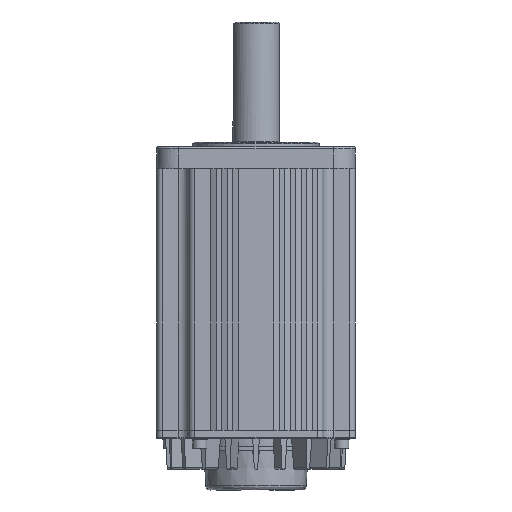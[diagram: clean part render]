
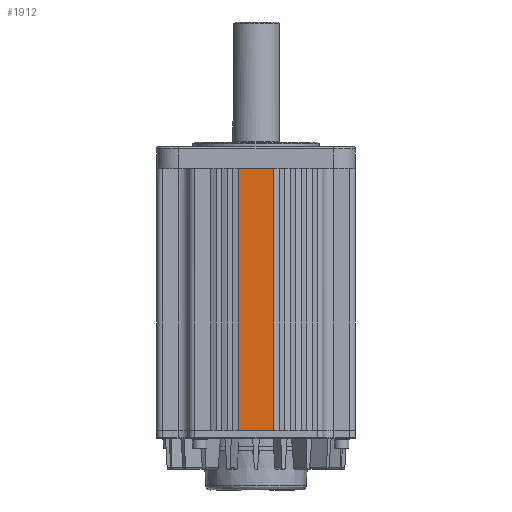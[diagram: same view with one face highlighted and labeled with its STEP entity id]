
A CAD part, front view. The second image highlights one B-rep face of the part: STEP entity #1912.
In plain terms, the highlighted planar face has unit normal (0, -1, 0).
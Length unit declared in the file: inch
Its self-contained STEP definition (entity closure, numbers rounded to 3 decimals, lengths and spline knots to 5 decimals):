
#6 = CARTESIAN_POINT ( 'NONE',  ( -0.62992, -3.54331, -0.05906 ) ) ;
#62 = AXIS2_PLACEMENT_3D ( 'NONE', #25017, #3651, #3764 ) ;
#1095 = PLANE ( 'NONE',  #62 ) ;
#1912 = ADVANCED_FACE ( 'NONE', ( #8165 ), #1095, .F. ) ;
#3178 = VERTEX_POINT ( 'NONE', #31930 ) ;
#3651 = DIRECTION ( 'NONE',  ( 0., 1., 0. ) ) ;
#3764 = DIRECTION ( 'NONE',  ( 0., 0., 1. ) ) ;
#3888 = LINE ( 'NONE', #6, #26039 ) ;
#6079 = CARTESIAN_POINT ( 'NONE',  ( 0.62992, -3.54331, -0.05906 ) ) ;
#6264 = CARTESIAN_POINT ( 'NONE',  ( -0.20997, -3.54331, -4.72835 ) ) ;
#6457 = EDGE_CURVE ( 'NONE', #29353, #22816, #15647, .T. ) ;
#7419 = ORIENTED_EDGE ( 'NONE', *, *, #9675, .F. ) ;
#7738 = EDGE_CURVE ( 'NONE', #3178, #22816, #3888, .T. ) ;
#7798 = DIRECTION ( 'NONE',  ( 0., 0., 1. ) ) ;
#8165 = FACE_OUTER_BOUND ( 'NONE', #12820, .T. ) ;
#8493 = VECTOR ( 'NONE', #31091, 39.37008 ) ;
#8710 = CARTESIAN_POINT ( 'NONE',  ( 0.62992, -3.54331, -4.72835 ) ) ;
#9675 = EDGE_CURVE ( 'NONE', #21918, #3178, #21877, .T. ) ;
#10190 = ORIENTED_EDGE ( 'NONE', *, *, #6457, .T. ) ;
#10670 = LINE ( 'NONE', #6079, #25731 ) ;
#11748 = CARTESIAN_POINT ( 'NONE',  ( 0.62992, -3.54331, 4.61024 ) ) ;
#12820 = EDGE_LOOP ( 'NONE', ( #10190, #23801, #7419, #33980 ) ) ;
#15647 = LINE ( 'NONE', #23666, #8493 ) ;
#21877 = B_SPLINE_CURVE_WITH_KNOTS ( 'NONE', 3,
 ( #8710, #27186, #6264, #24857 ),
 .UNSPECIFIED., .F., .F.,
 ( 4, 4 ),
 ( 0., 1. ),
 .UNSPECIFIED. ) ;
#21918 = VERTEX_POINT ( 'NONE', #32537 ) ;
#22816 = VERTEX_POINT ( 'NONE', #23453 ) ;
#23453 = CARTESIAN_POINT ( 'NONE',  ( -0.62992, -3.54331, 4.61024 ) ) ;
#23666 = CARTESIAN_POINT ( 'NONE',  ( 0., -3.54331, 4.61024 ) ) ;
#23801 = ORIENTED_EDGE ( 'NONE', *, *, #7738, .F. ) ;
#24857 = CARTESIAN_POINT ( 'NONE',  ( -0.62992, -3.54331, -4.72835 ) ) ;
#25017 = CARTESIAN_POINT ( 'NONE',  ( 0., -3.54331, -0.05906 ) ) ;
#25731 = VECTOR ( 'NONE', #30009, 39.37008 ) ;
#26039 = VECTOR ( 'NONE', #7798, 39.37008 ) ;
#27186 = CARTESIAN_POINT ( 'NONE',  ( 0.20997, -3.54331, -4.72835 ) ) ;
#29353 = VERTEX_POINT ( 'NONE', #11748 ) ;
#30009 = DIRECTION ( 'NONE',  ( 0., 0., -1. ) ) ;
#31080 = EDGE_CURVE ( 'NONE', #29353, #21918, #10670, .T. ) ;
#31091 = DIRECTION ( 'NONE',  ( -1., 0., 0. ) ) ;
#31930 = CARTESIAN_POINT ( 'NONE',  ( -0.62992, -3.54331, -4.72835 ) ) ;
#32537 = CARTESIAN_POINT ( 'NONE',  ( 0.62992, -3.54331, -4.72835 ) ) ;
#33980 = ORIENTED_EDGE ( 'NONE', *, *, #31080, .F. ) ;
